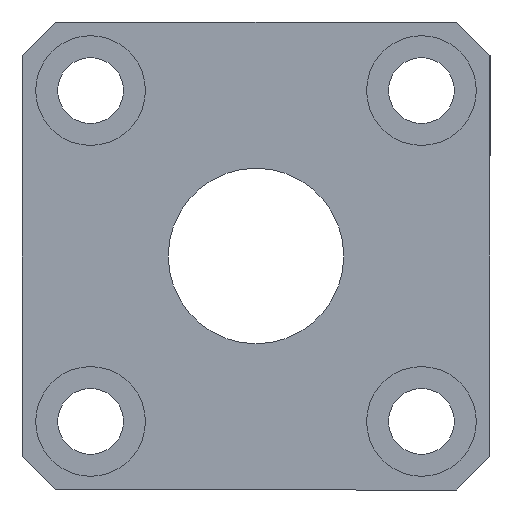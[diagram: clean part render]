
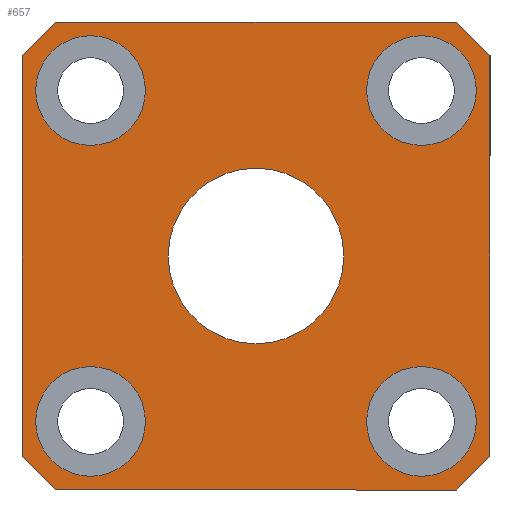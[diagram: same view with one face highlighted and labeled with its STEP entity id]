
A CAD part, left-side view. The second image highlights one B-rep face of the part: STEP entity #657.
In plain terms, the highlighted planar face has unit normal (-1, 0, 0).
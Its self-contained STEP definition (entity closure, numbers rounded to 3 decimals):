
#4 = FACE_BOUND ( 'NONE', #501, .T. ) ;
#5 = FACE_OUTER_BOUND ( 'NONE', #512, .T. ) ;
#10 = CIRCLE ( 'NONE', #769, 3.75 ) ;
#30 = LINE ( 'NONE', #308, #68 ) ;
#39 = VECTOR ( 'NONE', #325, 1000. ) ;
#41 = FACE_BOUND ( 'NONE', #535, .T. ) ;
#42 = FACE_BOUND ( 'NONE', #523, .T. ) ;
#48 = FACE_BOUND ( 'NONE', #572, .T. ) ;
#50 = LINE ( 'NONE', #142, #108 ) ;
#64 = LINE ( 'NONE', #197, #80 ) ;
#66 = LINE ( 'NONE', #324, #102 ) ;
#68 = VECTOR ( 'NONE', #326, 1000. ) ;
#78 = LINE ( 'NONE', #178, #123 ) ;
#80 = VECTOR ( 'NONE', #172, 1000. ) ;
#91 = VECTOR ( 'NONE', #315, 1000. ) ;
#94 = CIRCLE ( 'NONE', #764, 3.75 ) ;
#100 = CIRCLE ( 'NONE', #725, 6. ) ;
#102 = VECTOR ( 'NONE', #346, 1000. ) ;
#103 = CIRCLE ( 'NONE', #763, 3.75 ) ;
#105 = CIRCLE ( 'NONE', #746, 3.75 ) ;
#108 = VECTOR ( 'NONE', #144, 1000. ) ;
#109 = LINE ( 'NONE', #317, #91 ) ;
#110 = LINE ( 'NONE', #131, #114 ) ;
#114 = VECTOR ( 'NONE', #249, 1000. ) ;
#115 = LINE ( 'NONE', #401, #39 ) ;
#117 = FACE_BOUND ( 'NONE', #627, .T. ) ;
#123 = VECTOR ( 'NONE', #176, 1000. ) ;
#131 = CARTESIAN_POINT ( 'NONE',  ( 0., 16., -13.698 ) ) ;
#133 = DIRECTION ( 'NONE',  ( 0., 0., 1. ) ) ;
#136 = VERTEX_POINT ( 'NONE', #460 ) ;
#139 = CARTESIAN_POINT ( 'NONE',  ( 0., -16., -13.698 ) ) ;
#140 = VERTEX_POINT ( 'NONE', #139 ) ;
#141 = VERTEX_POINT ( 'NONE', #244 ) ;
#142 = CARTESIAN_POINT ( 'NONE',  ( 0., -16., -13.698 ) ) ;
#144 = DIRECTION ( 'NONE',  ( 0., 0.707, -0.707 ) ) ;
#154 = CARTESIAN_POINT ( 'NONE',  ( 0., 11.314, 11.314 ) ) ;
#155 = DIRECTION ( 'NONE',  ( -1., 0., 0. ) ) ;
#166 = CARTESIAN_POINT ( 'NONE',  ( 0., 13.698, 16. ) ) ;
#172 = DIRECTION ( 'NONE',  ( 0., 1., 0. ) ) ;
#176 = DIRECTION ( 'NONE',  ( 0., -0.707, 0.707 ) ) ;
#178 = CARTESIAN_POINT ( 'NONE',  ( 0., 16., 13.698 ) ) ;
#196 = CARTESIAN_POINT ( 'NONE',  ( 0., 16., 13.698 ) ) ;
#197 = CARTESIAN_POINT ( 'NONE',  ( 0., -13.698, -16. ) ) ;
#202 = DIRECTION ( 'NONE',  ( 0., 0., 1. ) ) ;
#218 = CARTESIAN_POINT ( 'NONE',  ( 0., -13.698, -16. ) ) ;
#224 = VERTEX_POINT ( 'NONE', #166 ) ;
#226 = VERTEX_POINT ( 'NONE', #196 ) ;
#228 = CARTESIAN_POINT ( 'NONE',  ( 0., 11.314, -11.314 ) ) ;
#229 = VERTEX_POINT ( 'NONE', #332 ) ;
#232 = CARTESIAN_POINT ( 'NONE',  ( 0., -11.314, -7.564 ) ) ;
#244 = CARTESIAN_POINT ( 'NONE',  ( 0., -16., 13.698 ) ) ;
#249 = DIRECTION ( 'NONE',  ( 0., 0., 1. ) ) ;
#275 = VERTEX_POINT ( 'NONE', #406 ) ;
#278 = VERTEX_POINT ( 'NONE', #412 ) ;
#287 = CARTESIAN_POINT ( 'NONE',  ( 0., 0., 29.698 ) ) ;
#288 = PLANE ( 'NONE',  #726 ) ;
#300 = DIRECTION ( 'NONE',  ( 0., 0., -1. ) ) ;
#304 = DIRECTION ( 'NONE',  ( -1., 0., 0. ) ) ;
#308 = CARTESIAN_POINT ( 'NONE',  ( 0., -16., 13.698 ) ) ;
#311 = DIRECTION ( 'NONE',  ( -1., 0., 0. ) ) ;
#313 = DIRECTION ( 'NONE',  ( 0., 0., 1. ) ) ;
#315 = DIRECTION ( 'NONE',  ( 0., 0.707, 0.707 ) ) ;
#317 = CARTESIAN_POINT ( 'NONE',  ( 0., 13.698, -16. ) ) ;
#324 = CARTESIAN_POINT ( 'NONE',  ( 0., -13.698, 16. ) ) ;
#325 = DIRECTION ( 'NONE',  ( 0., -1., 0. ) ) ;
#326 = DIRECTION ( 'NONE',  ( 0., 0., -1. ) ) ;
#327 = CARTESIAN_POINT ( 'NONE',  ( 0., -11.314, -11.314 ) ) ;
#332 = CARTESIAN_POINT ( 'NONE',  ( 0., 13.698, -16. ) ) ;
#334 = DIRECTION ( 'NONE',  ( 0., 0., 1. ) ) ;
#338 = DIRECTION ( 'NONE',  ( -1., 0., 0. ) ) ;
#339 = CARTESIAN_POINT ( 'NONE',  ( 0., 0., 0. ) ) ;
#343 = DIRECTION ( 'NONE',  ( -1., 0., 0. ) ) ;
#345 = DIRECTION ( 'NONE',  ( 0., 0., -1. ) ) ;
#346 = DIRECTION ( 'NONE',  ( 0., -0.707, -0.707 ) ) ;
#350 = VERTEX_POINT ( 'NONE', #218 ) ;
#363 = CARTESIAN_POINT ( 'NONE',  ( 0., -13.698, 16. ) ) ;
#369 = CARTESIAN_POINT ( 'NONE',  ( 0., -11.314, 11.314 ) ) ;
#378 = DIRECTION ( 'NONE',  ( 1., 0., 0. ) ) ;
#382 = CARTESIAN_POINT ( 'NONE',  ( 0., 16., -13.698 ) ) ;
#401 = CARTESIAN_POINT ( 'NONE',  ( 0., 13.698, 16. ) ) ;
#406 = CARTESIAN_POINT ( 'NONE',  ( 0., 0., -6. ) ) ;
#409 = VERTEX_POINT ( 'NONE', #417 ) ;
#412 = CARTESIAN_POINT ( 'NONE',  ( 0., -11.314, 15.064 ) ) ;
#417 = CARTESIAN_POINT ( 'NONE',  ( 0., 11.314, 15.064 ) ) ;
#430 = VERTEX_POINT ( 'NONE', #382 ) ;
#442 = VERTEX_POINT ( 'NONE', #363 ) ;
#460 = CARTESIAN_POINT ( 'NONE',  ( 0., 11.314, -7.564 ) ) ;
#465 = VERTEX_POINT ( 'NONE', #232 ) ;
#468 = ORIENTED_EDGE ( 'NONE', *, *, #702, .F. ) ;
#475 = ORIENTED_EDGE ( 'NONE', *, *, #721, .F. ) ;
#501 = EDGE_LOOP ( 'NONE', ( #599 ) ) ;
#512 = EDGE_LOOP ( 'NONE', ( #513, #475, #547, #566, #573, #606, #534, #556 ) ) ;
#513 = ORIENTED_EDGE ( 'NONE', *, *, #718, .F. ) ;
#522 = ORIENTED_EDGE ( 'NONE', *, *, #717, .F. ) ;
#523 = EDGE_LOOP ( 'NONE', ( #560 ) ) ;
#534 = ORIENTED_EDGE ( 'NONE', *, *, #709, .F. ) ;
#535 = EDGE_LOOP ( 'NONE', ( #468 ) ) ;
#547 = ORIENTED_EDGE ( 'NONE', *, *, #701, .F. ) ;
#556 = ORIENTED_EDGE ( 'NONE', *, *, #705, .F. ) ;
#560 = ORIENTED_EDGE ( 'NONE', *, *, #708, .F. ) ;
#566 = ORIENTED_EDGE ( 'NONE', *, *, #719, .F. ) ;
#570 = ORIENTED_EDGE ( 'NONE', *, *, #710, .F. ) ;
#572 = EDGE_LOOP ( 'NONE', ( #570 ) ) ;
#573 = ORIENTED_EDGE ( 'NONE', *, *, #720, .F. ) ;
#599 = ORIENTED_EDGE ( 'NONE', *, *, #716, .F. ) ;
#606 = ORIENTED_EDGE ( 'NONE', *, *, #704, .F. ) ;
#627 = EDGE_LOOP ( 'NONE', ( #522 ) ) ;
#657 = ADVANCED_FACE ( 'NONE', ( #41, #5, #48, #4, #42, #117 ), #288, .F. ) ;
#701 = EDGE_CURVE ( 'NONE', #229, #430, #109, .T. ) ;
#702 = EDGE_CURVE ( 'NONE', #278, #278, #105, .T. ) ;
#704 = EDGE_CURVE ( 'NONE', #141, #140, #30, .T. ) ;
#705 = EDGE_CURVE ( 'NONE', #224, #442, #115, .T. ) ;
#708 = EDGE_CURVE ( 'NONE', #465, #465, #103, .T. ) ;
#709 = EDGE_CURVE ( 'NONE', #442, #141, #66, .T. ) ;
#710 = EDGE_CURVE ( 'NONE', #275, #275, #100, .T. ) ;
#716 = EDGE_CURVE ( 'NONE', #136, #136, #94, .T. ) ;
#717 = EDGE_CURVE ( 'NONE', #409, #409, #10, .T. ) ;
#718 = EDGE_CURVE ( 'NONE', #226, #224, #78, .T. ) ;
#719 = EDGE_CURVE ( 'NONE', #350, #229, #64, .T. ) ;
#720 = EDGE_CURVE ( 'NONE', #140, #350, #50, .T. ) ;
#721 = EDGE_CURVE ( 'NONE', #430, #226, #110, .T. ) ;
#725 = AXIS2_PLACEMENT_3D ( 'NONE', #339, #343, #345 ) ;
#726 = AXIS2_PLACEMENT_3D ( 'NONE', #287, #378, #300 ) ;
#746 = AXIS2_PLACEMENT_3D ( 'NONE', #369, #304, #313 ) ;
#763 = AXIS2_PLACEMENT_3D ( 'NONE', #327, #338, #334 ) ;
#764 = AXIS2_PLACEMENT_3D ( 'NONE', #228, #311, #133 ) ;
#769 = AXIS2_PLACEMENT_3D ( 'NONE', #154, #155, #202 ) ;
